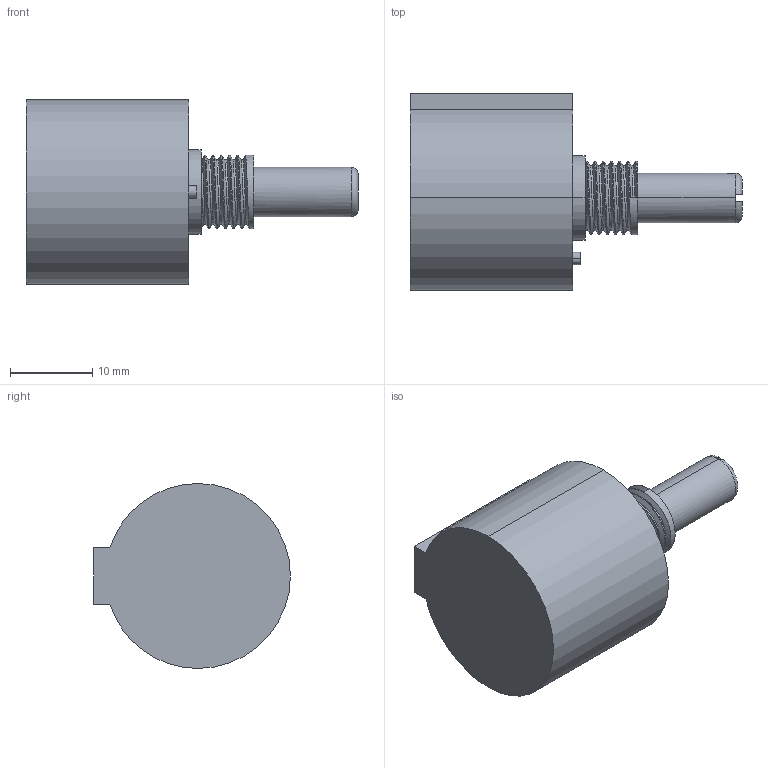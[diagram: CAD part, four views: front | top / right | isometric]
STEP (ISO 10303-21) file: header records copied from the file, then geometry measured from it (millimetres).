
FILE_DESCRIPTION (( 'STEP AP214' ), '1' );
FILE_NAME ('bournsPot.STEP', '2022-08-30T00:27:42', ( '' ), ( '' ), 'SwSTEP 2.0', 'SolidWorks 2020', '' );
FILE_SCHEMA (( 'AUTOMOTIVE_DESIGN' ));
Length unit declared in the file: millimetre
Products named in the file (1): bournsPot
Bounding box: 40.4 x 23.95 x 22.5 mm (x, y, z)
Volume: 8928.3 mm3; surface area: 2885.4 mm2
Topology: 1 solids, 1 shells, 44 faces, 108 edges, 70 vertices
Faces by surface type: cylinder 23, plane 15, bspline 4, torus 2
Entity records: 3737 total; most frequent: CARTESIAN_POINT 2746, ORIENTED_EDGE 216, DIRECTION 180, EDGE_CURVE 108, VERTEX_POINT 70, AXIS2_PLACEMENT_3D 70, EDGE_LOOP 48, FACE_OUTER_BOUND 44
